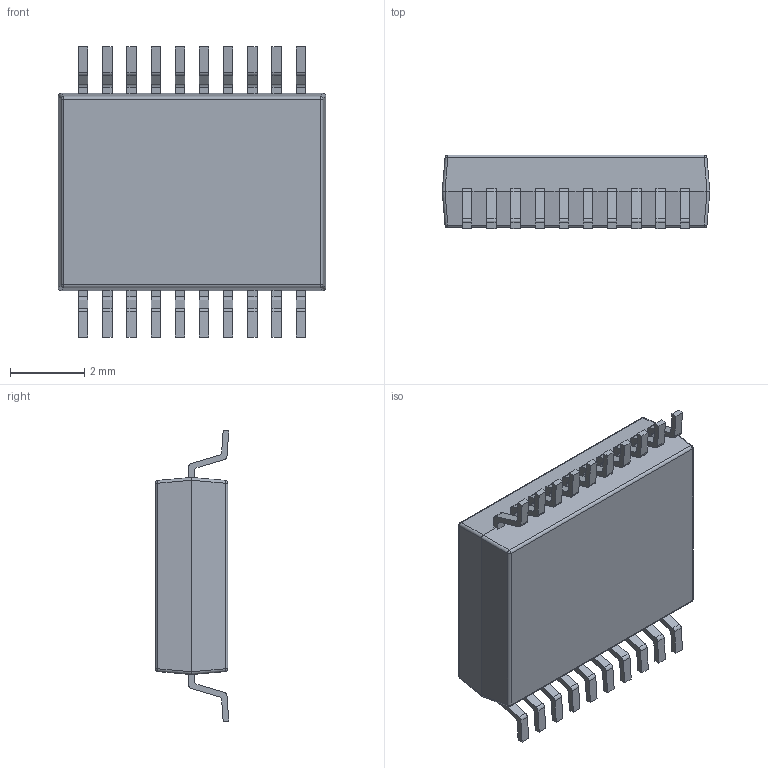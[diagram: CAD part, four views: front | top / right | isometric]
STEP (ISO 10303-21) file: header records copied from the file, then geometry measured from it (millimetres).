
FILE_DESCRIPTION(('FreeCAD Model'),'2;1');
FILE_NAME('SSOP-20.step', '2017-07-31T12:18:12',('kicad StepUp'),('ksu MCAD'), 'Open CASCADE STEP processor 7.1','FreeCAD','Unknown');
FILE_SCHEMA(('AUTOMOTIVE_DESIGN_CC2 { 1 2 10303 214 -1 1 5 4 }'));
Length unit declared in the file: millimetre
Products named in the file (1): SSOP-20
Bounding box: 7.2 x 1.98 x 7.82 mm (x, y, z)
Volume: 73.7 mm3; surface area: 149.3 mm2
Topology: 1 solids, 1 shells, 297 faces, 858 edges, 556 vertices
Faces by surface type: plane 191, cylinder 98, sphere 8
Entity records: 11729 total; most frequent: CARTESIAN_POINT 1716, ORIENTED_EDGE 1700, DIRECTION 1630, EDGE_CURVE 850, LINE 658, VECTOR 658, VERTEX_POINT 556, AXIS2_PLACEMENT_3D 486
